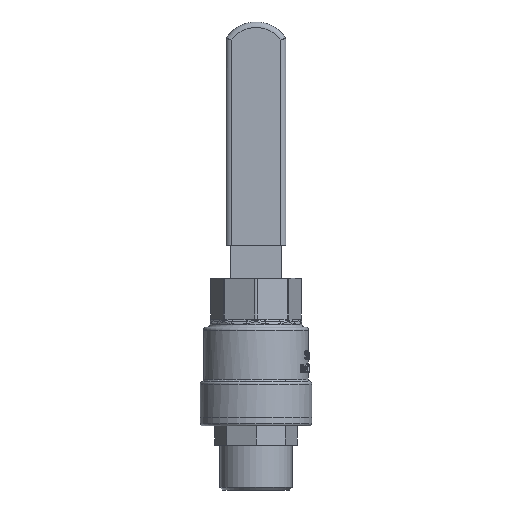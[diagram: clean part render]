
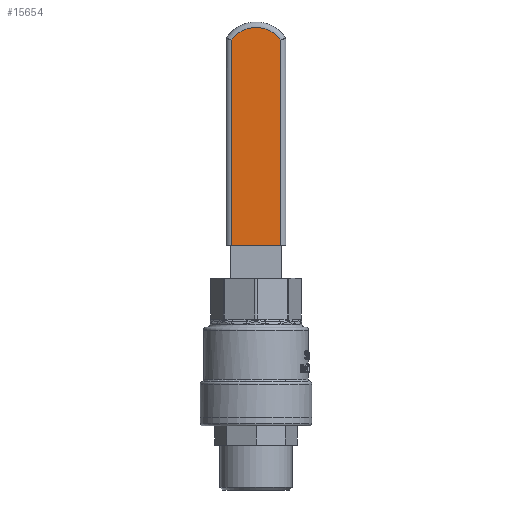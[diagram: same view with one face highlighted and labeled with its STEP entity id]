
A CAD part, front view. The second image highlights one B-rep face of the part: STEP entity #15654.
In plain terms, the highlighted planar face has unit normal (0, -1, 0).
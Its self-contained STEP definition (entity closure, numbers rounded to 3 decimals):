
#716=PLANE('',#16379);
#1604=FACE_OUTER_BOUND('',#2498,.T.);
#2498=EDGE_LOOP('',(#13661,#13662,#13663,#13664));
#4374=LINE('',#33317,#5503);
#4375=LINE('',#33353,#5504);
#4377=LINE('',#33358,#5506);
#5503=VECTOR('',#18774,10.);
#5504=VECTOR('',#18783,10.);
#5506=VECTOR('',#18789,10.);
#5852=CIRCLE('',#16376,11.083);
#7245=VERTEX_POINT('',#33314);
#7246=VERTEX_POINT('',#33316);
#7248=VERTEX_POINT('',#33335);
#7249=VERTEX_POINT('',#33352);
#9397=EDGE_CURVE('',#7245,#7246,#4374,.T.);
#9400=EDGE_CURVE('',#7246,#7248,#5852,.T.);
#9402=EDGE_CURVE('',#7248,#7249,#4375,.T.);
#9405=EDGE_CURVE('',#7245,#7249,#4377,.T.);
#13661=ORIENTED_EDGE('',*,*,#9402,.F.);
#13662=ORIENTED_EDGE('',*,*,#9400,.F.);
#13663=ORIENTED_EDGE('',*,*,#9397,.F.);
#13664=ORIENTED_EDGE('',*,*,#9405,.T.);
#15654=ADVANCED_FACE('',(#1604),#716,.T.);
#16376=AXIS2_PLACEMENT_3D('',#33336,#18779,#18780);
#16379=AXIS2_PLACEMENT_3D('',#33357,#18787,#18788);
#18774=DIRECTION('',(0.,0.,1.));
#18779=DIRECTION('center_axis',(0.,1.,0.));
#18780=DIRECTION('ref_axis',(0.,0.,
1.));
#18783=DIRECTION('',(0.,0.,-1.));
#18787=DIRECTION('center_axis',(0.,-1.,0.));
#18788=DIRECTION('ref_axis',(0.,0.,
1.));
#18789=DIRECTION('',(1.,0.,0.));
#33314=CARTESIAN_POINT('',(-9.,52.9,63.2));
#33316=CARTESIAN_POINT('',(-9.,52.9,138.585));
#33317=CARTESIAN_POINT('',(-9.,52.9,140.126));
#33335=CARTESIAN_POINT('',(9.,52.9,138.585));
#33336=CARTESIAN_POINT('Origin',(0.,52.9,132.117));
#33352=CARTESIAN_POINT('',(9.,52.9,63.2));
#33353=CARTESIAN_POINT('',(9.,52.9,102.126));
#33357=CARTESIAN_POINT('Origin',(0.,52.9,141.052));
#33358=CARTESIAN_POINT('',(-11.,52.9,63.2));
